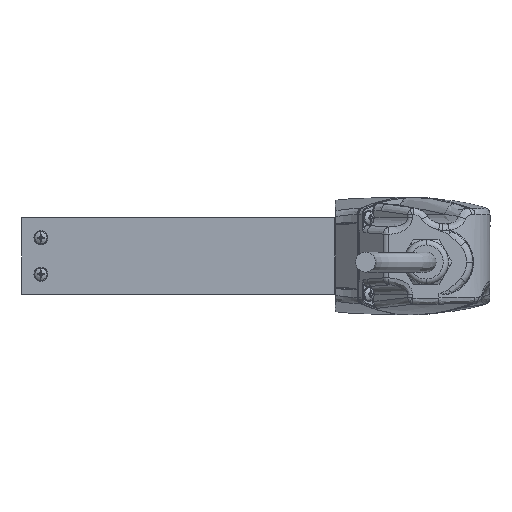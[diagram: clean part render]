
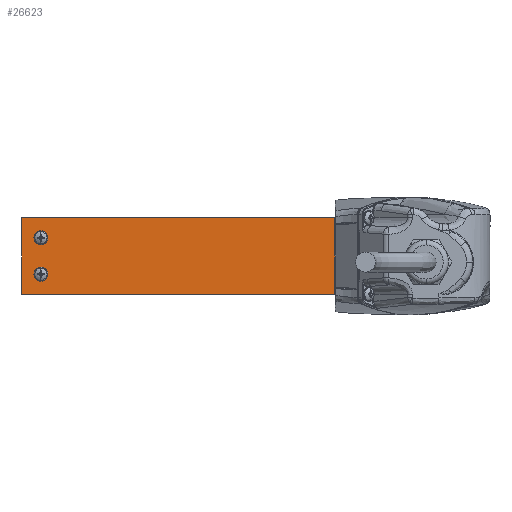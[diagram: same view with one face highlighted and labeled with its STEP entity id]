
A CAD part, front view. The second image highlights one B-rep face of the part: STEP entity #26623.
In plain terms, the highlighted face is planar.
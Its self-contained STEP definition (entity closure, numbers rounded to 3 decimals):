
#9011 = EDGE_CURVE ( 'NONE', #53487, #69645, #10242, .T. ) ;
#9919 = VERTEX_POINT ( 'NONE', #44379 ) ;
#10242 = LINE ( 'NONE', #41518, #69263 ) ;
#10636 = EDGE_LOOP ( 'NONE', ( #34848, #45193, #24946, #29482 ) ) ;
#19774 = EDGE_CURVE ( 'NONE', #9919, #53487, #45256, .T. ) ;
#23141 = PLANE ( 'NONE',  #41135 ) ;
#23907 = VECTOR ( 'NONE', #32773, 1000. ) ;
#24946 = ORIENTED_EDGE ( 'NONE', *, *, #57926, .F. ) ;
#26623 = ADVANCED_FACE ( 'NONE', ( #49189 ), #23141, .F. ) ;
#26803 = CARTESIAN_POINT ( 'NONE',  ( 77.5, 0., 19.05 ) ) ;
#28897 = DIRECTION ( 'NONE',  ( -1., 0., 0. ) ) ;
#29282 = VERTEX_POINT ( 'NONE', #38640 ) ;
#29482 = ORIENTED_EDGE ( 'NONE', *, *, #19774, .T. ) ;
#32773 = DIRECTION ( 'NONE',  ( 0., -1., 0. ) ) ;
#34848 = ORIENTED_EDGE ( 'NONE', *, *, #9011, .T. ) ;
#36273 = CARTESIAN_POINT ( 'NONE',  ( 77.5, 38.1, 19.05 ) ) ;
#37808 = EDGE_CURVE ( 'NONE', #29282, #69645, #39010, .T. ) ;
#38640 = CARTESIAN_POINT ( 'NONE',  ( 77.5, 0., 19.05 ) ) ;
#39010 = LINE ( 'NONE', #41177, #69448 ) ;
#41135 = AXIS2_PLACEMENT_3D ( 'NONE', #68637, #63126, #28897 ) ;
#41177 = CARTESIAN_POINT ( 'NONE',  ( 77.5, 0., 19.05 ) ) ;
#41518 = CARTESIAN_POINT ( 'NONE',  ( -77.5, 0., 19.05 ) ) ;
#44379 = CARTESIAN_POINT ( 'NONE',  ( 77.5, 38.1, 19.05 ) ) ;
#45193 = ORIENTED_EDGE ( 'NONE', *, *, #37808, .F. ) ;
#45256 = LINE ( 'NONE', #36273, #72103 ) ;
#46944 = DIRECTION ( 'NONE',  ( -1., 0., 0. ) ) ;
#46985 = CARTESIAN_POINT ( 'NONE',  ( -77.5, 0., 19.05 ) ) ;
#47811 = DIRECTION ( 'NONE',  ( -1., 0., 0. ) ) ;
#49189 = FACE_OUTER_BOUND ( 'NONE', #10636, .T. ) ;
#53038 = DIRECTION ( 'NONE',  ( 0., -1., 0. ) ) ;
#53487 = VERTEX_POINT ( 'NONE', #72333 ) ;
#57926 = EDGE_CURVE ( 'NONE', #9919, #29282, #69523, .T. ) ;
#63126 = DIRECTION ( 'NONE',  ( 0., 0., -1. ) ) ;
#68637 = CARTESIAN_POINT ( 'NONE',  ( 77.5, 0., 19.05 ) ) ;
#69263 = VECTOR ( 'NONE', #53038, 1000. ) ;
#69448 = VECTOR ( 'NONE', #46944, 1000. ) ;
#69523 = LINE ( 'NONE', #26803, #23907 ) ;
#69645 = VERTEX_POINT ( 'NONE', #46985 ) ;
#72103 = VECTOR ( 'NONE', #47811, 1000. ) ;
#72333 = CARTESIAN_POINT ( 'NONE',  ( -77.5, 38.1, 19.05 ) ) ;
